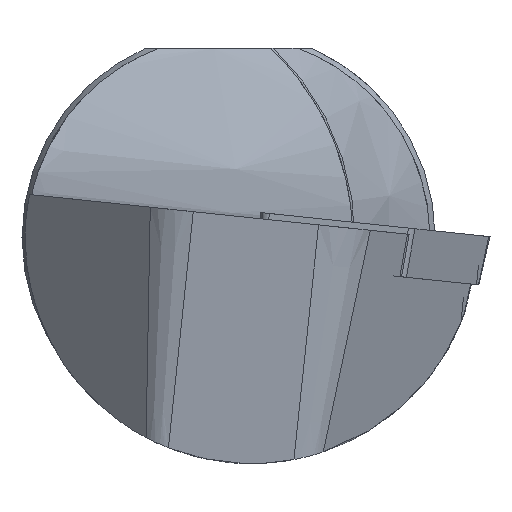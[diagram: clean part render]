
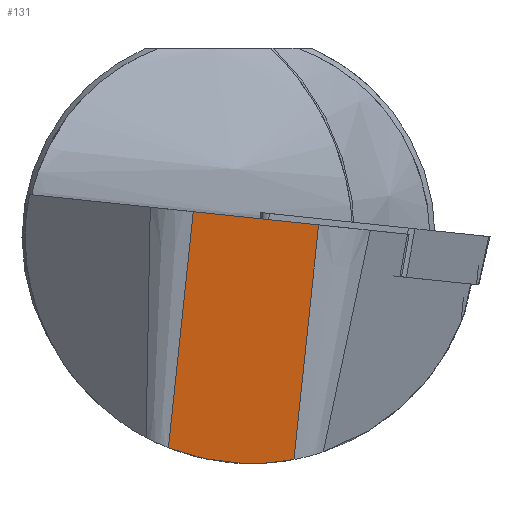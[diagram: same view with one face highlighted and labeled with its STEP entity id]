
A CAD part, left-side view. The second image highlights one B-rep face of the part: STEP entity #131.
In plain terms, the highlighted planar face has unit normal (-0.993, 0.013, -0.121).
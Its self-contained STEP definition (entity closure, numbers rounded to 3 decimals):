
#131=ADVANCED_FACE('',(#191),#168,.T.);
#168=PLANE('',#785);
#191=FACE_OUTER_BOUND('',#231,.T.);
#231=EDGE_LOOP('',(#317,#318,#319,#320));
#269=ELLIPSE('',#784,11.032,10.95);
#317=ORIENTED_EDGE('',*,*,#595,.T.);
#318=ORIENTED_EDGE('',*,*,#596,.T.);
#319=ORIENTED_EDGE('',*,*,#597,.F.);
#320=ORIENTED_EDGE('',*,*,#598,.T.);
#518=VERTEX_POINT('',#1220);
#519=VERTEX_POINT('',#1221);
#520=VERTEX_POINT('',#1223);
#521=VERTEX_POINT('',#1225);
#595=EDGE_CURVE('',#518,#519,#681,.T.);
#596=EDGE_CURVE('',#519,#520,#269,.T.);
#597=EDGE_CURVE('',#521,#520,#682,.T.);
#598=EDGE_CURVE('',#521,#518,#683,.T.);
#681=LINE('',#1219,#729);
#682=LINE('',#1224,#730);
#683=LINE('',#1226,#731);
#729=VECTOR('',#889,1.);
#730=VECTOR('',#892,1.);
#731=VECTOR('',#893,1.);
#784=AXIS2_PLACEMENT_3D('',#1222,#890,#891);
#785=AXIS2_PLACEMENT_3D('',#1227,#894,#895);
#889=DIRECTION('',(0.122,0.104,-0.987));
#890=DIRECTION('',(-0.993,0.013,-0.121));
#891=DIRECTION('',(0.122,0.104,-0.987));
#892=DIRECTION('',(0.122,0.104,-0.987));
#893=DIRECTION('',(0.,0.995,0.105));
#894=DIRECTION('',(-0.993,0.013,-0.121));
#895=DIRECTION('',(-0.121,0.,0.993));
#1219=CARTESIAN_POINT('',(0.,1.677,1.543));
#1220=CARTESIAN_POINT('',(0.037,1.708,1.244));
#1221=CARTESIAN_POINT('',(1.448,2.91,-10.189));
#1222=CARTESIAN_POINT('',(0.153,-1.1,0.));
#1223=CARTESIAN_POINT('',(1.439,-3.164,-10.754));
#1224=CARTESIAN_POINT('',(0.,-4.389,0.905));
#1225=CARTESIAN_POINT('',(0.037,-4.358,0.607));
#1226=CARTESIAN_POINT('',(0.037,-0.111,1.053));
#1227=CARTESIAN_POINT('',(0.,-4.389,0.905));
